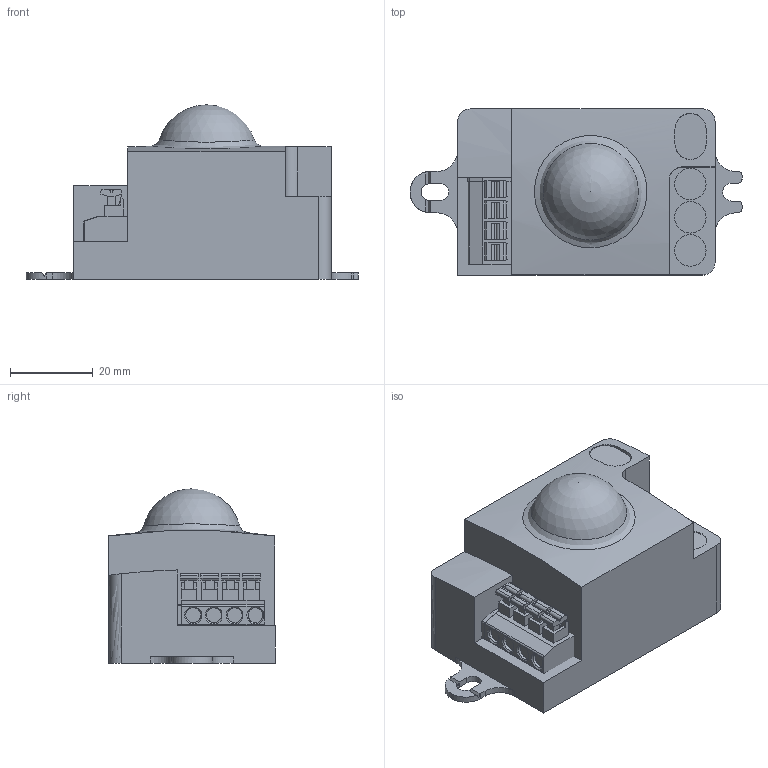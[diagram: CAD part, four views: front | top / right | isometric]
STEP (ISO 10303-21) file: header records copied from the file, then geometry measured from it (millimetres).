
FILE_DESCRIPTION(/* description */ (''),/* implementation_level */ '2;1');
FILE_NAME(/* name */ '110058482_00-GEH-OBERTEIL-HF2-SENSOTEC-MINI-COM1-Technische-Doku.stp',/* time_stamp */ '2017-11-09T15:39:06+01:00',/* author */ (''),/* organization */ (''),/* preprocessor_version */ 'ST-DEVELOPER v16',/* originating_system */ 'SIEMENS PLM Software NX 10.0',/* authorisation */ '');
FILE_SCHEMA (('AUTOMOTIVE_DESIGN { 1 0 10303 214 3 1 1 1 }'));
Length unit declared in the file: millimetre
Products named in the file (2): Klemme; 110058482_00-GEH-OBERTEIL-HF2-SENSOTEC-MINI-COM1-Technische-Doku
Assembly tree (1 placements, depth 2):
  110058482_00-GEH-OBERTEIL-HF2-SENSOTEC-MINI-COM1-Technische-Doku
    Klemme
Bounding box: 80 x 40 x 42 mm (x, y, z)
Volume: 71319.9 mm3; surface area: 13616.6 mm2
Topology: 2 solids, 2 shells, 357 faces, 935 edges, 614 vertices
Faces by surface type: plane 294, cylinder 53, bspline 5, cone 4, sphere 1
Full cylindrical faces by diameter (mm): 1.1 x2, 1.4 x2, 3.6 x4, 7.584 x3
Entity records: 13235 total; most frequent: CARTESIAN_POINT 2335, ORIENTED_EDGE 1824, DIRECTION 1724, EDGE_CURVE 912, LINE 774, VECTOR 774, VERTEX_POINT 608, AXIS2_PLACEMENT_3D 475
